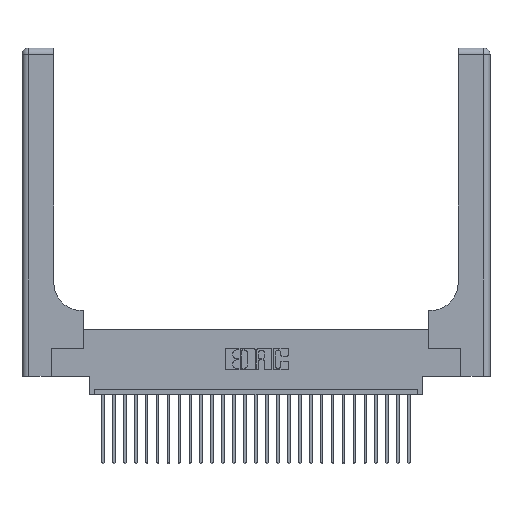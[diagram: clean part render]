
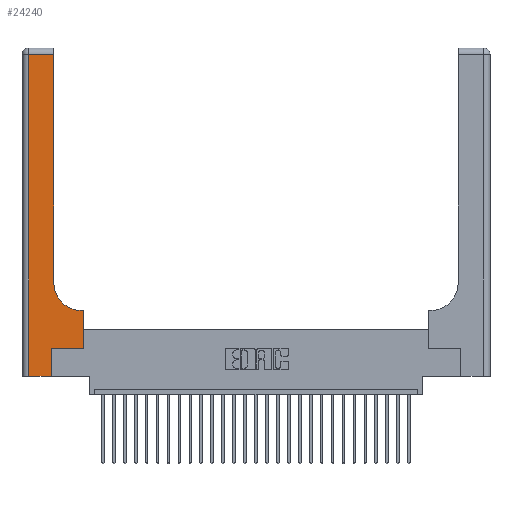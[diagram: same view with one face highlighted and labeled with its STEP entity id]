
A CAD part, top view. The second image highlights one B-rep face of the part: STEP entity #24240.
In plain terms, the highlighted planar face has unit normal (0, 0, 1).
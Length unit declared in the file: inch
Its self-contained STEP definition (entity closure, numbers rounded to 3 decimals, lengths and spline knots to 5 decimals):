
#77 = LINE ( 'NONE', #12607, #435 ) ;
#435 = VECTOR ( 'NONE', #12790, 39.37008 ) ;
#473 = CARTESIAN_POINT ( 'NONE',  ( 0., 0., 0.37 ) ) ;
#616 = VECTOR ( 'NONE', #16481, 39.37008 ) ;
#633 = LINE ( 'NONE', #473, #6476 ) ;
#856 = DIRECTION ( 'NONE',  ( -1., 0., 0. ) ) ;
#1020 = VERTEX_POINT ( 'NONE', #8253 ) ;
#1121 = CARTESIAN_POINT ( 'NONE',  ( 0., 3., 0.37 ) ) ;
#2545 = DIRECTION ( 'NONE',  ( 1., 0., 0. ) ) ;
#2573 = DIRECTION ( 'NONE',  ( 0., 1., 0. ) ) ;
#2610 = VERTEX_POINT ( 'NONE', #10310 ) ;
#3068 = ORIENTED_EDGE ( 'NONE', *, *, #18226, .T. ) ;
#3210 = VERTEX_POINT ( 'NONE', #23211 ) ;
#3529 = CARTESIAN_POINT ( 'NONE',  ( 0.5415, 0.85, 0.37 ) ) ;
#3694 = EDGE_CURVE ( 'NONE', #3210, #1020, #4923, .T. ) ;
#4211 = DIRECTION ( 'NONE',  ( 0., 1., 0. ) ) ;
#4584 = CARTESIAN_POINT ( 'NONE',  ( 0.2915, 3., 0.37 ) ) ;
#4923 = CIRCLE ( 'NONE', #23461, 0.25 ) ;
#5210 = ORIENTED_EDGE ( 'NONE', *, *, #20888, .T. ) ;
#5508 = EDGE_CURVE ( 'NONE', #6427, #2610, #13879, .T. ) ;
#6252 = CARTESIAN_POINT ( 'NONE',  ( 0.06, 3., 0.37 ) ) ;
#6427 = VERTEX_POINT ( 'NONE', #18757 ) ;
#6476 = VECTOR ( 'NONE', #14092, 39.37008 ) ;
#7698 = VERTEX_POINT ( 'NONE', #18726 ) ;
#8253 = CARTESIAN_POINT ( 'NONE',  ( 0.2915, 0.85, 0.37 ) ) ;
#9373 = EDGE_LOOP ( 'NONE', ( #12433, #5210, #14584, #11459, #19629, #26882, #3068, #10254, #25713 ) ) ;
#9397 = FACE_OUTER_BOUND ( 'NONE', #9373, .T. ) ;
#9868 = EDGE_CURVE ( 'NONE', #28189, #6427, #13392, .T. ) ;
#10024 = PLANE ( 'NONE',  #15481 ) ;
#10254 = ORIENTED_EDGE ( 'NONE', *, *, #22704, .T. ) ;
#10310 = CARTESIAN_POINT ( 'NONE',  ( 0.5585, 0.25, 0.37 ) ) ;
#10669 = LINE ( 'NONE', #6252, #21558 ) ;
#11079 = VECTOR ( 'NONE', #11842, 39.37008 ) ;
#11459 = ORIENTED_EDGE ( 'NONE', *, *, #26660, .T. ) ;
#11738 = CARTESIAN_POINT ( 'NONE',  ( 0.269, 0.25, 0.37 ) ) ;
#11842 = DIRECTION ( 'NONE',  ( 1., 0., 0. ) ) ;
#12433 = ORIENTED_EDGE ( 'NONE', *, *, #17355, .T. ) ;
#12607 = CARTESIAN_POINT ( 'NONE',  ( 0.2915, 0.6, 0.37 ) ) ;
#12790 = DIRECTION ( 'NONE',  ( -1., 0., 0. ) ) ;
#13392 = LINE ( 'NONE', #20999, #616 ) ;
#13879 = LINE ( 'NONE', #11738, #11079 ) ;
#14092 = DIRECTION ( 'NONE',  ( 1., 0., 0. ) ) ;
#14102 = CARTESIAN_POINT ( 'NONE',  ( 0., 2.94, 0.37 ) ) ;
#14584 = ORIENTED_EDGE ( 'NONE', *, *, #19963, .T. ) ;
#15481 = AXIS2_PLACEMENT_3D ( 'NONE', #1121, #16660, #16375 ) ;
#15621 = VECTOR ( 'NONE', #4211, 39.37008 ) ;
#16375 = DIRECTION ( 'NONE',  ( -1., 0., 0. ) ) ;
#16481 = DIRECTION ( 'NONE',  ( 0., 1., 0. ) ) ;
#16660 = DIRECTION ( 'NONE',  ( 0., 0., -1. ) ) ;
#16890 = VECTOR ( 'NONE', #2573, 39.37008 ) ;
#17355 = EDGE_CURVE ( 'NONE', #1020, #25178, #28869, .T. ) ;
#17483 = CARTESIAN_POINT ( 'NONE',  ( 0.06, 2.94, 0.37 ) ) ;
#18226 = EDGE_CURVE ( 'NONE', #2610, #7698, #26589, .T. ) ;
#18659 = CARTESIAN_POINT ( 'NONE',  ( 0.06, 0., 0.37 ) ) ;
#18726 = CARTESIAN_POINT ( 'NONE',  ( 0.5585, 0.6, 0.37 ) ) ;
#18757 = CARTESIAN_POINT ( 'NONE',  ( 0.269, 0.25, 0.37 ) ) ;
#19629 = ORIENTED_EDGE ( 'NONE', *, *, #9868, .T. ) ;
#19963 = EDGE_CURVE ( 'NONE', #19970, #27054, #10669, .T. ) ;
#19970 = VERTEX_POINT ( 'NONE', #17483 ) ;
#20888 = EDGE_CURVE ( 'NONE', #25178, #19970, #22488, .T. ) ;
#20999 = CARTESIAN_POINT ( 'NONE',  ( 0.269, 0., 0.37 ) ) ;
#21558 = VECTOR ( 'NONE', #24288, 39.37008 ) ;
#21610 = CARTESIAN_POINT ( 'NONE',  ( 0.5585, 0.25, 0.37 ) ) ;
#22488 = LINE ( 'NONE', #14102, #28821 ) ;
#22704 = EDGE_CURVE ( 'NONE', #7698, #3210, #77, .T. ) ;
#23211 = CARTESIAN_POINT ( 'NONE',  ( 0.5415, 0.6, 0.37 ) ) ;
#23461 = AXIS2_PLACEMENT_3D ( 'NONE', #3529, #24860, #2545 ) ;
#24187 = CARTESIAN_POINT ( 'NONE',  ( 0.2915, 2.94, 0.37 ) ) ;
#24240 = ADVANCED_FACE ( 'NONE', ( #9397 ), #10024, .F. ) ;
#24288 = DIRECTION ( 'NONE',  ( 0., -1., 0. ) ) ;
#24860 = DIRECTION ( 'NONE',  ( 0., 0., -1. ) ) ;
#25178 = VERTEX_POINT ( 'NONE', #24187 ) ;
#25713 = ORIENTED_EDGE ( 'NONE', *, *, #3694, .T. ) ;
#26589 = LINE ( 'NONE', #21610, #15621 ) ;
#26660 = EDGE_CURVE ( 'NONE', #27054, #28189, #633, .T. ) ;
#26882 = ORIENTED_EDGE ( 'NONE', *, *, #5508, .T. ) ;
#27054 = VERTEX_POINT ( 'NONE', #18659 ) ;
#27884 = CARTESIAN_POINT ( 'NONE',  ( 0.269, 0., 0.37 ) ) ;
#28189 = VERTEX_POINT ( 'NONE', #27884 ) ;
#28821 = VECTOR ( 'NONE', #856, 39.37008 ) ;
#28869 = LINE ( 'NONE', #4584, #16890 ) ;
